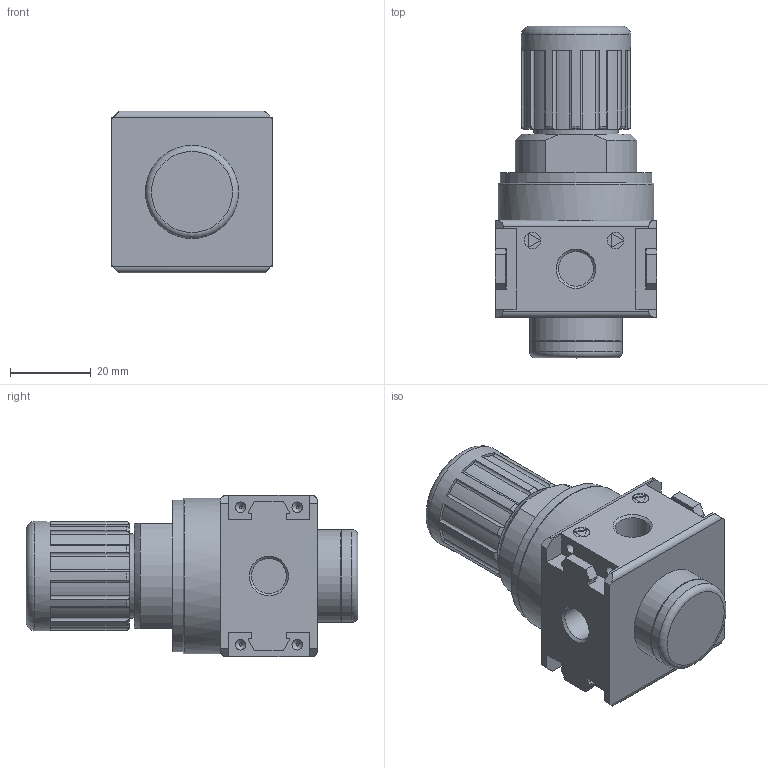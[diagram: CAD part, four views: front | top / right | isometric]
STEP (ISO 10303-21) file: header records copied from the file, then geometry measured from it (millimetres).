
FILE_DESCRIPTION(/* description */ ('STEP AP214'),/* implementation_level */ '2;1');
FILE_NAME(/* name */ '029010',/* time_stamp */ '2026-03-18T11:47:09+01:00',/* author */ ('License CC BY-ND 4.0'),/* organization */ ('CADENAS'),/* preprocessor_version */ 'ST-DEVELOPER v20',/* originating_system */ 'PARTsolutions',/* authorisation */ ' ');
FILE_SCHEMA (('AUTOMOTIVE_DESIGN {1 0 10303 214 3 1 1}'));
Length unit declared in the file: millimetre
Products named in the file (2): 029010; R 05-3(00)-1
Assembly tree (1 placements, depth 2):
  029010
    R 05-3(00)-1
Bounding box: 40 x 82 x 40 mm (x, y, z)
Volume: 72420.6 mm3; surface area: 14336.6 mm2
Topology: 1 solids, 1 shells, 222 faces, 559 edges, 370 vertices
Faces by surface type: plane 136, cylinder 68, cone 12, torus 6
Full cylindrical faces by diameter (mm): 2.6 x4, 3 x4, 4.1 x4, 8.566 x3, 16 x1, 20.3 x1, 21 x1, 23 x2, 27 x1, 37.5 x1, 38.5 x1
Entity records: 8109 total; most frequent: CARTESIAN_POINT 1287, DIRECTION 1079, ORIENTED_EDGE 1028, EDGE_CURVE 514, AXIS2_PLACEMENT_3D 376, VERTEX_POINT 362, LINE 327, VECTOR 327
